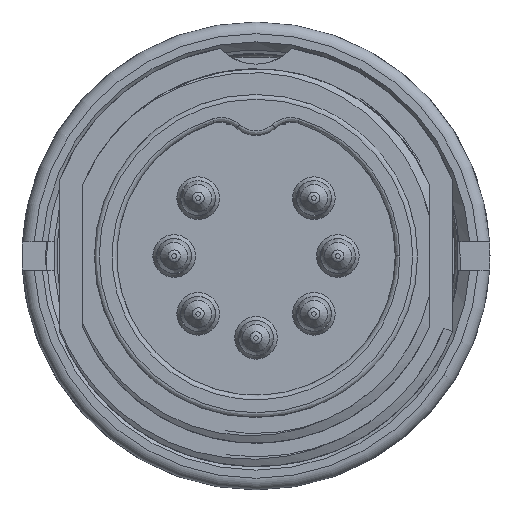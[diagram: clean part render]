
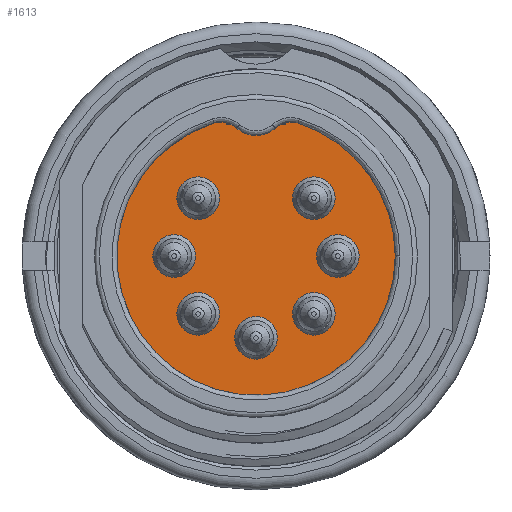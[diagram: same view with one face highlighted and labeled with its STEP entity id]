
A CAD part, front view. The second image highlights one B-rep face of the part: STEP entity #1613.
In plain terms, the highlighted planar face has unit normal (0, -1, 0).
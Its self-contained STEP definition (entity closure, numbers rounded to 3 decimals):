
#1613=ADVANCED_FACE('',(#2930,#2931,#2932,#2933,#2934,#2935,#2936,#2937,
#2938),#2045,.T.);
#2045=PLANE('',#7888);
#2176=LINE('',#9980,#2553);
#2177=LINE('',#9983,#2554);
#2178=LINE('',#9985,#2555);
#2179=LINE('',#9987,#2556);
#2180=LINE('',#9999,#2557);
#2181=LINE('',#10003,#2558);
#2182=LINE('',#10007,#2559);
#2553=VECTOR('',#8460,1.);
#2554=VECTOR('',#8461,1.);
#2555=VECTOR('',#8462,1.);
#2556=VECTOR('',#8463,1.);
#2557=VECTOR('',#8474,1.);
#2558=VECTOR('',#8477,1.);
#2559=VECTOR('',#8480,1.);
#2930=FACE_BOUND('',#3274,.T.);
#2931=FACE_BOUND('',#3275,.T.);
#2932=FACE_BOUND('',#3276,.T.);
#2933=FACE_BOUND('',#3277,.T.);
#2934=FACE_BOUND('',#3278,.T.);
#2935=FACE_BOUND('',#3279,.T.);
#2936=FACE_BOUND('',#3280,.T.);
#2937=FACE_BOUND('',#3281,.T.);
#2938=FACE_BOUND('',#3282,.T.);
#3274=EDGE_LOOP('',(#3888));
#3275=EDGE_LOOP('',(#3889));
#3276=EDGE_LOOP('',(#3890));
#3277=EDGE_LOOP('',(#3891));
#3278=EDGE_LOOP('',(#3892));
#3279=EDGE_LOOP('',(#3893));
#3280=EDGE_LOOP('',(#3894));
#3281=EDGE_LOOP('',(#3895,#3896,#3897,#3898));
#3282=EDGE_LOOP('',(#3899,#3900,#3901,#3902,#3903,#3904,#3905,#3906,#3907,
#3908,#3909));
#3888=ORIENTED_EDGE('',*,*,#6625,.T.);
#3889=ORIENTED_EDGE('',*,*,#6626,.T.);
#3890=ORIENTED_EDGE('',*,*,#6627,.T.);
#3891=ORIENTED_EDGE('',*,*,#6628,.T.);
#3892=ORIENTED_EDGE('',*,*,#6629,.T.);
#3893=ORIENTED_EDGE('',*,*,#6630,.T.);
#3894=ORIENTED_EDGE('',*,*,#6631,.T.);
#3895=ORIENTED_EDGE('',*,*,#6632,.T.);
#3896=ORIENTED_EDGE('',*,*,#6633,.T.);
#3897=ORIENTED_EDGE('',*,*,#6634,.T.);
#3898=ORIENTED_EDGE('',*,*,#6635,.F.);
#3899=ORIENTED_EDGE('',*,*,#6636,.T.);
#3900=ORIENTED_EDGE('',*,*,#6637,.T.);
#3901=ORIENTED_EDGE('',*,*,#6638,.T.);
#3902=ORIENTED_EDGE('',*,*,#6639,.T.);
#3903=ORIENTED_EDGE('',*,*,#6640,.T.);
#3904=ORIENTED_EDGE('',*,*,#6641,.F.);
#3905=ORIENTED_EDGE('',*,*,#6642,.F.);
#3906=ORIENTED_EDGE('',*,*,#6643,.F.);
#3907=ORIENTED_EDGE('',*,*,#6644,.F.);
#3908=ORIENTED_EDGE('',*,*,#6645,.F.);
#3909=ORIENTED_EDGE('',*,*,#6646,.T.);
#5896=VERTEX_POINT('',#9967);
#5897=VERTEX_POINT('',#9969);
#5898=VERTEX_POINT('',#9971);
#5899=VERTEX_POINT('',#9973);
#5900=VERTEX_POINT('',#9975);
#5901=VERTEX_POINT('',#9977);
#5902=VERTEX_POINT('',#9979);
#5903=VERTEX_POINT('',#9981);
#5904=VERTEX_POINT('',#9982);
#5905=VERTEX_POINT('',#9984);
#5906=VERTEX_POINT('',#9986);
#5907=VERTEX_POINT('',#9989);
#5908=VERTEX_POINT('',#9990);
#5909=VERTEX_POINT('',#9992);
#5910=VERTEX_POINT('',#9994);
#5911=VERTEX_POINT('',#9996);
#5912=VERTEX_POINT('',#9998);
#5913=VERTEX_POINT('',#10000);
#5914=VERTEX_POINT('',#10002);
#5915=VERTEX_POINT('',#10004);
#5916=VERTEX_POINT('',#10006);
#5917=VERTEX_POINT('',#10008);
#6625=EDGE_CURVE('',#5896,#5896,#7629,.T.);
#6626=EDGE_CURVE('',#5897,#5897,#7630,.T.);
#6627=EDGE_CURVE('',#5898,#5898,#7631,.T.);
#6628=EDGE_CURVE('',#5899,#5899,#7632,.T.);
#6629=EDGE_CURVE('',#5900,#5900,#7633,.T.);
#6630=EDGE_CURVE('',#5901,#5901,#7634,.T.);
#6631=EDGE_CURVE('',#5902,#5902,#7635,.T.);
#6632=EDGE_CURVE('',#5903,#5904,#2176,.T.);
#6633=EDGE_CURVE('',#5904,#5905,#2177,.T.);
#6634=EDGE_CURVE('',#5905,#5906,#2178,.T.);
#6635=EDGE_CURVE('',#5903,#5906,#2179,.T.);
#6636=EDGE_CURVE('',#5907,#5908,#7636,.T.);
#6637=EDGE_CURVE('',#5908,#5909,#7637,.T.);
#6638=EDGE_CURVE('',#5909,#5910,#7638,.T.);
#6639=EDGE_CURVE('',#5910,#5911,#7639,.T.);
#6640=EDGE_CURVE('',#5911,#5912,#7640,.T.);
#6641=EDGE_CURVE('',#5913,#5912,#2180,.T.);
#6642=EDGE_CURVE('',#5914,#5913,#7641,.T.);
#6643=EDGE_CURVE('',#5915,#5914,#2181,.T.);
#6644=EDGE_CURVE('',#5916,#5915,#7642,.T.);
#6645=EDGE_CURVE('',#5917,#5916,#2182,.T.);
#6646=EDGE_CURVE('',#5917,#5907,#7643,.T.);
#7629=CIRCLE('',#7873,0.91);
#7630=CIRCLE('',#7874,0.91);
#7631=CIRCLE('',#7875,0.91);
#7632=CIRCLE('',#7876,0.91);
#7633=CIRCLE('',#7877,0.91);
#7634=CIRCLE('',#7878,0.91);
#7635=CIRCLE('',#7879,0.91);
#7636=CIRCLE('',#7880,2.);
#7637=CIRCLE('',#7881,6.15);
#7638=CIRCLE('',#7882,6.15);
#7639=CIRCLE('',#7883,2.);
#7640=CIRCLE('',#7884,6.55);
#7641=CIRCLE('',#7885,0.5);
#7642=CIRCLE('',#7886,0.5);
#7643=CIRCLE('',#7887,6.55);
#7873=AXIS2_PLACEMENT_3D('',#9966,#8446,#8447);
#7874=AXIS2_PLACEMENT_3D('',#9968,#8448,#8449);
#7875=AXIS2_PLACEMENT_3D('',#9970,#8450,#8451);
#7876=AXIS2_PLACEMENT_3D('',#9972,#8452,#8453);
#7877=AXIS2_PLACEMENT_3D('',#9974,#8454,#8455);
#7878=AXIS2_PLACEMENT_3D('',#9976,#8456,#8457);
#7879=AXIS2_PLACEMENT_3D('',#9978,#8458,#8459);
#7880=AXIS2_PLACEMENT_3D('',#9988,#8464,#8465);
#7881=AXIS2_PLACEMENT_3D('',#9991,#8466,#8467);
#7882=AXIS2_PLACEMENT_3D('',#9993,#8468,#8469);
#7883=AXIS2_PLACEMENT_3D('',#9995,#8470,#8471);
#7884=AXIS2_PLACEMENT_3D('',#9997,#8472,#8473);
#7885=AXIS2_PLACEMENT_3D('',#10001,#8475,#8476);
#7886=AXIS2_PLACEMENT_3D('',#10005,#8478,#8479);
#7887=AXIS2_PLACEMENT_3D('',#10009,#8481,#8482);
#7888=AXIS2_PLACEMENT_3D('',#10010,#8483,#8484);
#8446=DIRECTION('',(0.,1.,0.));
#8447=DIRECTION('',(-1.,0.,0.));
#8448=DIRECTION('',(0.,1.,0.));
#8449=DIRECTION('',(-1.,0.,0.));
#8450=DIRECTION('',(0.,1.,0.));
#8451=DIRECTION('',(-1.,0.,0.));
#8452=DIRECTION('',(0.,1.,0.));
#8453=DIRECTION('',(-1.,0.,0.));
#8454=DIRECTION('',(0.,1.,0.));
#8455=DIRECTION('',(-1.,0.,0.));
#8456=DIRECTION('',(0.,1.,0.));
#8457=DIRECTION('',(-1.,0.,0.));
#8458=DIRECTION('',(0.,1.,0.));
#8459=DIRECTION('',(-1.,0.,0.));
#8460=DIRECTION('',(0.,0.,-1.));
#8461=DIRECTION('',(-1.,0.,0.));
#8462=DIRECTION('',(0.,0.,1.));
#8463=DIRECTION('',(-1.,0.,0.));
#8464=DIRECTION('',(0.,-1.,0.));
#8465=DIRECTION('',(-0.874,0.,0.486));
#8466=DIRECTION('',(0.,-1.,0.));
#8467=DIRECTION('',(-0.563,0.,0.827));
#8468=DIRECTION('',(0.,-1.,0.));
#8469=DIRECTION('',(1.,0.,0.));
#8470=DIRECTION('',(0.,-1.,0.));
#8471=DIRECTION('',(0.983,0.,0.182));
#8472=DIRECTION('',(0.,-1.,0.));
#8473=DIRECTION('',(0.,0.,-1.));
#8474=DIRECTION('',(0.,0.,1.));
#8475=DIRECTION('',(0.,-1.,0.));
#8476=DIRECTION('',(0.,0.,-1.));
#8477=DIRECTION('',(1.,0.,0.));
#8478=DIRECTION('',(0.,-1.,0.));
#8479=DIRECTION('',(0.,0.,-1.));
#8480=DIRECTION('',(0.,0.,-1.));
#8481=DIRECTION('',(0.,-1.,0.));
#8482=DIRECTION('',(0.,0.,-1.));
#8483=DIRECTION('',(0.,-1.,0.));
#8484=DIRECTION('',(-1.,0.,0.));
#9966=CARTESIAN_POINT('',(2.174,-17.136,2.475));
#9967=CARTESIAN_POINT('',(1.264,-17.136,2.475));
#9968=CARTESIAN_POINT('',(3.199,-17.136,0.));
#9969=CARTESIAN_POINT('',(2.289,-17.136,0.));
#9970=CARTESIAN_POINT('',(2.174,-17.136,-2.475));
#9971=CARTESIAN_POINT('',(1.264,-17.136,-2.475));
#9972=CARTESIAN_POINT('',(-0.301,-17.136,-3.5));
#9973=CARTESIAN_POINT('',(-1.211,-17.136,-3.5));
#9974=CARTESIAN_POINT('',(-2.776,-17.136,-2.475));
#9975=CARTESIAN_POINT('',(-3.686,-17.136,-2.475));
#9976=CARTESIAN_POINT('',(-3.801,-17.136,0.));
#9977=CARTESIAN_POINT('',(-4.711,-17.136,0.));
#9978=CARTESIAN_POINT('',(-2.776,-17.136,2.475));
#9979=CARTESIAN_POINT('',(-3.686,-17.136,2.475));
#9980=CARTESIAN_POINT('',(0.949,-17.136,6.379));
#9981=CARTESIAN_POINT('',(0.949,-17.136,5.719));
#9982=CARTESIAN_POINT('',(0.949,-17.136,5.6));
#9983=CARTESIAN_POINT('',(0.949,-17.136,5.6));
#9984=CARTESIAN_POINT('',(-1.551,-17.136,5.6));
#9985=CARTESIAN_POINT('',(-1.551,-17.136,5.6));
#9986=CARTESIAN_POINT('',(-1.551,-17.136,5.719));
#9987=CARTESIAN_POINT('',(0.949,-17.136,5.719));
#9988=CARTESIAN_POINT('',(-1.797,-17.136,4.719));
#9989=CARTESIAN_POINT('',(-3.544,-17.136,5.691));
#9990=CARTESIAN_POINT('',(-3.763,-17.136,5.083));
#9991=CARTESIAN_POINT('',(-0.301,-17.136,0.));
#9992=CARTESIAN_POINT('',(5.849,-17.136,0.));
#9993=CARTESIAN_POINT('',(-0.301,-17.136,0.));
#9994=CARTESIAN_POINT('',(3.161,-17.136,5.083));
#9995=CARTESIAN_POINT('',(1.194,-17.136,4.719));
#9996=CARTESIAN_POINT('',(2.942,-17.136,5.691));
#9997=CARTESIAN_POINT('',(-0.301,-17.136,0.));
#9998=CARTESIAN_POINT('',(0.924,-17.136,6.434));
#9999=CARTESIAN_POINT('',(0.924,-17.136,7.25));
#10000=CARTESIAN_POINT('',(0.924,-17.136,6.25));
#10001=CARTESIAN_POINT('',(0.424,-17.136,6.25));
#10002=CARTESIAN_POINT('',(0.424,-17.136,5.75));
#10003=CARTESIAN_POINT('',(6.949,-17.136,5.75));
#10004=CARTESIAN_POINT('',(-1.026,-17.136,5.75));
#10005=CARTESIAN_POINT('',(-1.026,-17.136,6.25));
#10006=CARTESIAN_POINT('',(-1.526,-17.136,6.25));
#10007=CARTESIAN_POINT('',(-1.526,-17.136,7.25));
#10008=CARTESIAN_POINT('',(-1.526,-17.136,6.434));
#10009=CARTESIAN_POINT('',(-0.301,-17.136,0.));
#10010=CARTESIAN_POINT('',(6.949,-17.136,7.25));
